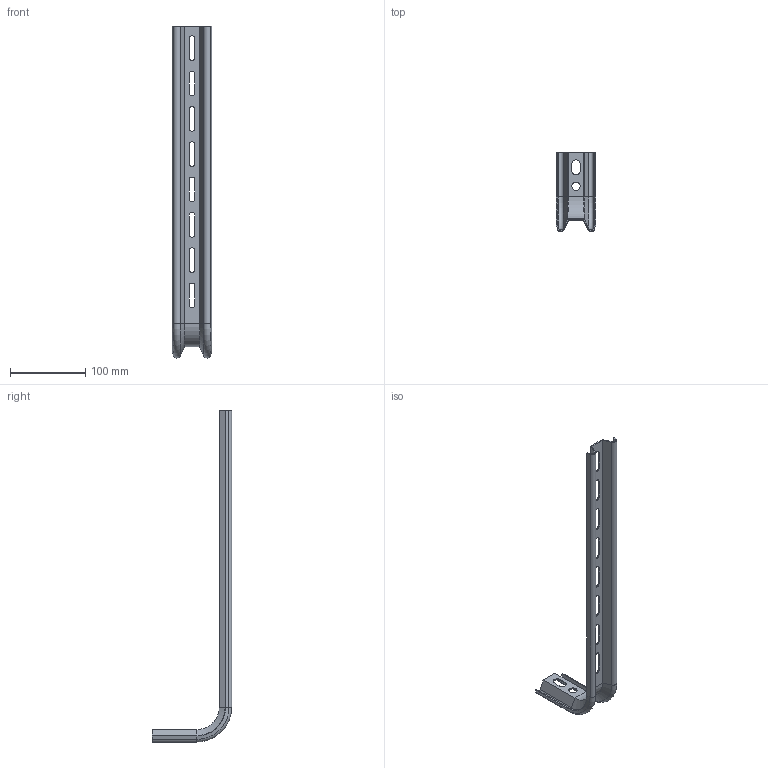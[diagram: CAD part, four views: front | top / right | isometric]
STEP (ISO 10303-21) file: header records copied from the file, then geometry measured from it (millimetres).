
FILE_DESCRIPTION(/* description */ (''),/* implementation_level */ '2;1');
FILE_NAME(/* name */ 'KSL400.ipt.stp',/* time_stamp */ '2023-05-17T16:46:06+03:00',/* author */ ('Man88'),/* organization */ (''),/* preprocessor_version */ 'ST-DEVELOPER v19.2',/* originating_system */ 'Autodesk Inventor 2023',/* authorisation */ '');
FILE_SCHEMA (('AUTOMOTIVE_DESIGN { 1 0 10303 214 3 1 1 }'));
Length unit declared in the file: millimetre
Products named in the file (1): Консоль L-образная 
400 мм, KSL400
Bounding box: 52.4 x 105.48 x 441.79 mm (x, y, z)
Volume: 57482 mm3; surface area: 79441.7 mm2
Topology: 1 solids, 1 shells, 87 faces, 223 edges, 138 vertices
Faces by surface type: plane 44, cylinder 29, cone 10, torus 4
Full cylindrical faces by diameter (mm): 11 x1
Entity records: 2790 total; most frequent: DIRECTION 469, CARTESIAN_POINT 449, ORIENTED_EDGE 446, EDGE_CURVE 223, AXIS2_PLACEMENT_3D 158, LINE 153, VECTOR 153, VERTEX_POINT 138
